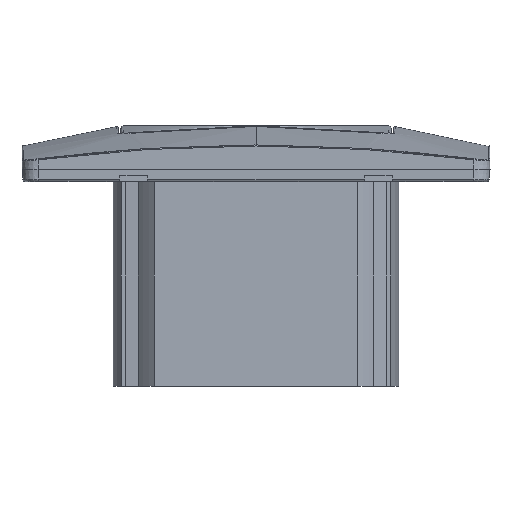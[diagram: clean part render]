
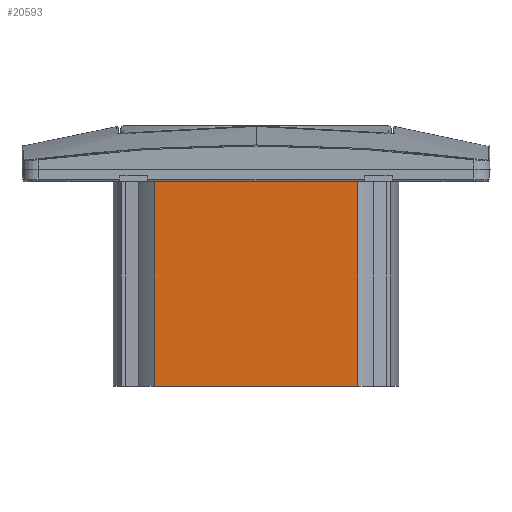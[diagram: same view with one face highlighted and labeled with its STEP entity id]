
A CAD part, front view. The second image highlights one B-rep face of the part: STEP entity #20593.
In plain terms, the highlighted planar face has unit normal (0, -1, 0).
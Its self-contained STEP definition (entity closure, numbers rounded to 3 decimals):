
#44 = EDGE_CURVE ( 'NONE', #5022, #12409, #19087, .T. ) ;
#1356 = CARTESIAN_POINT ( 'NONE',  ( 18.665, -21.794, 0. ) ) ;
#1728 = DIRECTION ( 'NONE',  ( 0., 0., -1. ) ) ;
#2159 = VERTEX_POINT ( 'NONE', #19023 ) ;
#2192 = VECTOR ( 'NONE', #23017, 1000. ) ;
#3098 = CARTESIAN_POINT ( 'NONE',  ( -18.665, -21.794, -37.6 ) ) ;
#3795 = ORIENTED_EDGE ( 'NONE', *, *, #17868, .F. ) ;
#3822 = EDGE_CURVE ( 'NONE', #12409, #21737, #22881, .T. ) ;
#4712 = EDGE_LOOP ( 'NONE', ( #7914, #11039, #3795, #12821 ) ) ;
#5022 = VERTEX_POINT ( 'NONE', #20336 ) ;
#5258 = VECTOR ( 'NONE', #1728, 1000. ) ;
#5632 = DIRECTION ( 'NONE',  ( 0., -1., 0. ) ) ;
#7780 = CARTESIAN_POINT ( 'NONE',  ( 18.665, -21.794, 0. ) ) ;
#7914 = ORIENTED_EDGE ( 'NONE', *, *, #44, .T. ) ;
#9823 = FACE_OUTER_BOUND ( 'NONE', #4712, .T. ) ;
#11039 = ORIENTED_EDGE ( 'NONE', *, *, #3822, .T. ) ;
#12009 = VECTOR ( 'NONE', #16803, 1000. ) ;
#12181 = LINE ( 'NONE', #1356, #2192 ) ;
#12409 = VERTEX_POINT ( 'NONE', #18964 ) ;
#12600 = DIRECTION ( 'NONE',  ( 0., 0., -1. ) ) ;
#12821 = ORIENTED_EDGE ( 'NONE', *, *, #27794, .F. ) ;
#14436 = CARTESIAN_POINT ( 'NONE',  ( 18.665, -21.794, 8. ) ) ;
#15927 = AXIS2_PLACEMENT_3D ( 'NONE', #14436, #5632, #23259 ) ;
#16803 = DIRECTION ( 'NONE',  ( 1., 0., 0. ) ) ;
#17868 = EDGE_CURVE ( 'NONE', #2159, #21737, #25566, .T. ) ;
#18964 = CARTESIAN_POINT ( 'NONE',  ( -18.665, -21.794, -37.6 ) ) ;
#19023 = CARTESIAN_POINT ( 'NONE',  ( 18.665, -21.794, 0. ) ) ;
#19087 = LINE ( 'NONE', #25753, #21285 ) ;
#19233 = CARTESIAN_POINT ( 'NONE',  ( 18.665, -21.794, -37.6 ) ) ;
#20336 = CARTESIAN_POINT ( 'NONE',  ( -18.665, -21.794, 0. ) ) ;
#20593 = ADVANCED_FACE ( 'NONE', ( #9823 ), #25862, .T. ) ;
#21285 = VECTOR ( 'NONE', #12600, 1000. ) ;
#21737 = VERTEX_POINT ( 'NONE', #19233 ) ;
#22881 = LINE ( 'NONE', #3098, #12009 ) ;
#23017 = DIRECTION ( 'NONE',  ( 1., 0., 0. ) ) ;
#23259 = DIRECTION ( 'NONE',  ( -1., 0., 0. ) ) ;
#25566 = LINE ( 'NONE', #7780, #5258 ) ;
#25753 = CARTESIAN_POINT ( 'NONE',  ( -18.665, -21.794, 0. ) ) ;
#25862 = PLANE ( 'NONE',  #15927 ) ;
#27794 = EDGE_CURVE ( 'NONE', #5022, #2159, #12181, .T. ) ;
